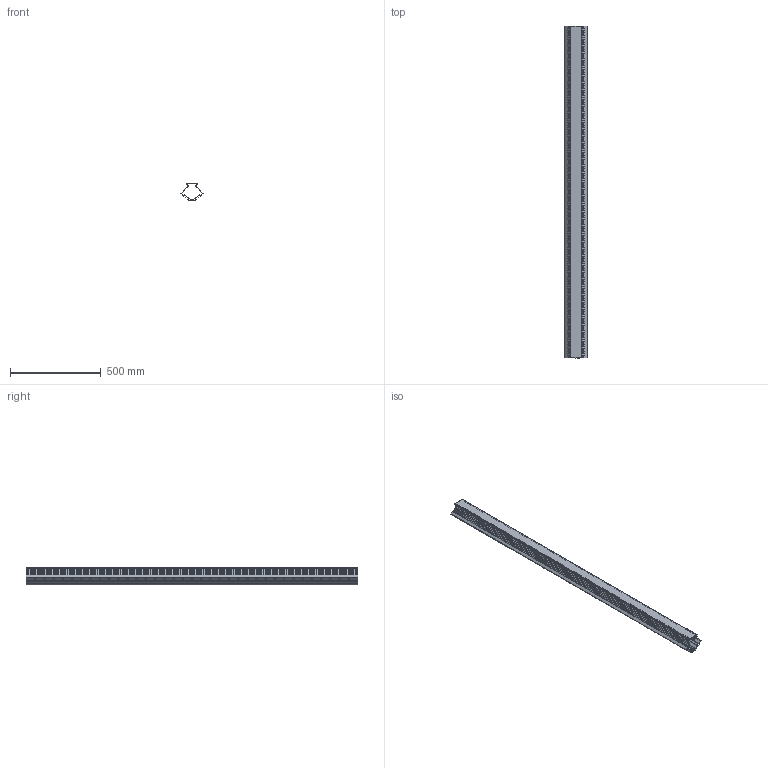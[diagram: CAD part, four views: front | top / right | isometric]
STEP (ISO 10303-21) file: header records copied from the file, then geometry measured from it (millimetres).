
FILE_DESCRIPTION (( 'STEP AP203' ), '1' );
FILE_NAME ('CWD2_3DWEB.STEP', '2015-01-20T16:36:52', ( 'IT' ), ( 'Panduit Corp.' ), 'SwSTEP 2.0', 'SolidWorks 2014', '' );
FILE_SCHEMA (( 'CONFIG_CONTROL_DESIGN' ));
Length unit declared in the file: inch
Products named in the file (3): D11010RO_00; D11010RP_00; CWD2_3DWEB
Assembly tree (2 placements, depth 2):
  CWD2_3DWEB
    D11010RO_00
    D11010RP_00
Bounding box: 121.78 x 1828.8 x 98.93 mm (x, y, z)
Volume: 1353185.7 mm3; surface area: 1481247.1 mm2
Topology: 2 solids, 2 shells, 2668 faces, 7992 edges, 5328 vertices
Faces by surface type: plane 2518, cylinder 150
Entity records: 88567 total; most frequent: CARTESIAN_POINT 16833, ORIENTED_EDGE 15984, DIRECTION 13078, EDGE_CURVE 7992, VECTOR 7692, LINE 7692, VERTEX_POINT 5328, EDGE_LOOP 2808
